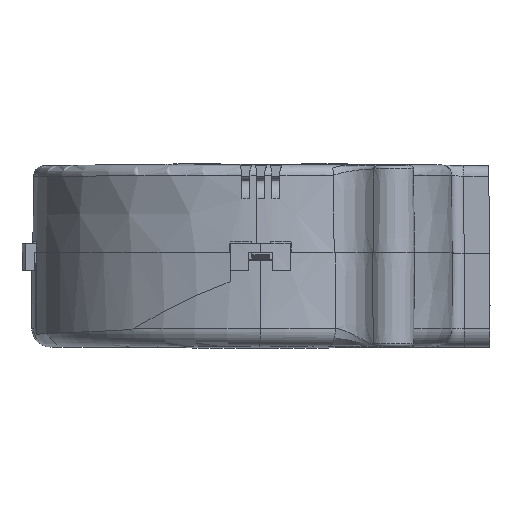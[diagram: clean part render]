
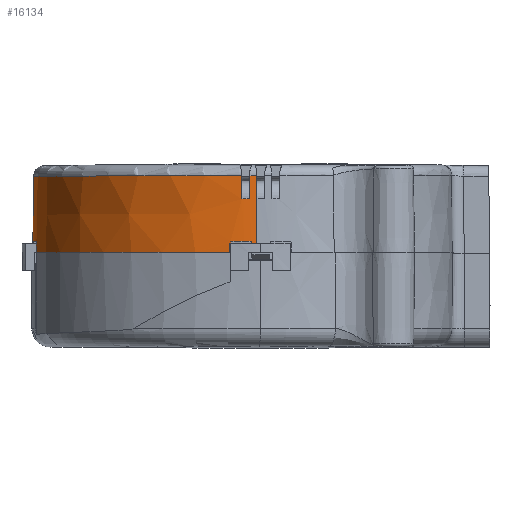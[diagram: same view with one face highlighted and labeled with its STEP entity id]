
A CAD part, top view. The second image highlights one B-rep face of the part: STEP entity #16134.
In plain terms, the highlighted conical face has half-angle 0.5 degrees and reference radius 36.171 mm.
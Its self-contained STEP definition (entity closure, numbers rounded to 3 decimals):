
#1984=CARTESIAN_POINT('',(-3.15,-1.617,
34.59));
#1985=CARTESIAN_POINT('',(-4.767,-1.619,
34.518));
#1986=CARTESIAN_POINT('',(-7.991,-1.622,
34.157));
#1987=CARTESIAN_POINT('',(-12.712,-1.626,
32.972));
#1988=CARTESIAN_POINT('',(-17.231,-1.631,
31.165));
#1989=CARTESIAN_POINT('',(-21.467,-1.637,
28.768));
#1990=CARTESIAN_POINT('',(-25.344,-1.642,
25.825));
#1991=CARTESIAN_POINT('',(-28.791,-1.648,
22.389));
#1992=CARTESIAN_POINT('',(-31.746,-1.653,
18.521));
#1993=CARTESIAN_POINT('',(-34.156,-1.659,
14.293));
#1994=CARTESIAN_POINT('',(-35.977,-1.663,
9.779));
#1995=CARTESIAN_POINT('',(-37.177,-1.669,
5.063));
#1996=CARTESIAN_POINT('',(-37.549,-1.67,
1.839));
#1997=CARTESIAN_POINT('',(-37.625,-1.671,
0.222));
#2862=CARTESIAN_POINT('',(-1.55,-14.312,-1.49));
#2863=DIRECTION('',(0.,-1.,0.));
#2864=DIRECTION('',(-0.099,0.,0.995));
#2865=AXIS2_PLACEMENT_3D('',#2862,#2863,#2864);
#2867=CARTESIAN_POINT('',(-37.173,-14.312,
5.095));
#2868=CARTESIAN_POINT('',(-37.173,-13.708,
5.063));
#2869=CARTESIAN_POINT('',(-37.174,-13.104,
5.032));
#2870=CARTESIAN_POINT('',(-37.174,-12.5,
5.));
#2872=CARTESIAN_POINT('',(-37.628,-12.5,
1.6));
#2873=CARTESIAN_POINT('',(-37.637,-13.133,
1.567));
#2874=CARTESIAN_POINT('',(-37.645,-13.767,
1.534));
#2875=CARTESIAN_POINT('',(-37.653,-14.4,
1.5));
#2877=DIRECTION('',(0.009,1.,0.));
#2878=VECTOR('',#2877,12.73);
#2879=CARTESIAN_POINT('',(-37.736,-14.4,0.227));
#2880=LINE('',#2879,#2878);
#2881=CARTESIAN_POINT('',(-1.5,-14.4,34.737));
#2882=CARTESIAN_POINT('',(-1.517,-14.085,
34.734));
#2883=CARTESIAN_POINT('',(-1.533,-13.769,
34.732));
#2884=CARTESIAN_POINT('',(-1.55,-13.454,
34.729));
#2886=CARTESIAN_POINT('',(-1.55,-13.454,
34.729));
#2887=CARTESIAN_POINT('',(-1.567,-13.136,
34.726));
#2888=CARTESIAN_POINT('',(-1.583,-12.818,
34.723));
#2889=CARTESIAN_POINT('',(-1.6,-12.5,34.72));
#2891=CARTESIAN_POINT('',(-5.,-12.5,
34.556));
#2892=CARTESIAN_POINT('',(-5.005,-12.602,
34.556));
#2893=CARTESIAN_POINT('',(-5.011,-12.703,
34.557));
#2894=CARTESIAN_POINT('',(-5.016,-12.805,
34.557));
#2896=CARTESIAN_POINT('',(-1.55,-12.805,-1.49));
#2897=DIRECTION('',(0.,-1.,0.));
#2898=DIRECTION('',(-0.096,0.,0.995));
#2899=AXIS2_PLACEMENT_3D('',#2896,#2897,#2898);
#2901=DIRECTION('',(0.,1.,-0.009));
#2902=VECTOR('',#2901,1.507);
#2903=CARTESIAN_POINT('',(-5.12,-14.312,34.56));
#2904=LINE('',#2903,#2902);
#3341=CARTESIAN_POINT('',(-1.55,-12.5,-1.49));
#3342=DIRECTION('',(0.,1.,0.));
#3343=DIRECTION('',(-0.996,0.,0.085));
#3344=AXIS2_PLACEMENT_3D('',#3341,#3342,#3343);
#3546=CARTESIAN_POINT('',(-1.55,-14.4,-1.49));
#3547=DIRECTION('',(0.,1.,0.));
#3548=DIRECTION('',(0.001,0.,1.));
#3549=AXIS2_PLACEMENT_3D('',#3546,#3547,#3548);
#3575=DIRECTION('',(0.,1.,-0.009));
#3576=VECTOR('',#3575,12.785);
#3577=CARTESIAN_POINT('',(-0.719,-14.4,34.728));
#3578=LINE('',#3577,#3576);
#5871=CARTESIAN_POINT('',(-1.55,-14.4,-1.49));
#5872=DIRECTION('',(0.,1.,0.));
#5873=DIRECTION('',(-0.999,0.,0.047));
#5874=AXIS2_PLACEMENT_3D('',#5871,#5872,#5873);
#7810=CARTESIAN_POINT('',(-0.721,-1.616,
34.616));
#7811=CARTESIAN_POINT('',(-0.813,-1.616,
34.618));
#7812=CARTESIAN_POINT('',(-0.997,-1.616,
34.622));
#7813=CARTESIAN_POINT('',(-1.274,-1.616,
34.625));
#7814=CARTESIAN_POINT('',(-1.458,-1.616,
34.626));
#7815=CARTESIAN_POINT('',(-1.55,-1.616,
34.626));
#7817=CARTESIAN_POINT('',(-1.55,-1.616,
34.626));
#7818=CARTESIAN_POINT('',(-1.583,-1.616,
34.626));
#7819=CARTESIAN_POINT('',(-1.65,-1.616,
34.625));
#7820=CARTESIAN_POINT('',(-1.75,-1.616,
34.625));
#7821=CARTESIAN_POINT('',(-1.817,-1.616,
34.625));
#7822=CARTESIAN_POINT('',(-1.85,-1.616,
34.624));
#7838=DIRECTION('',(0.,-1.,0.009));
#7839=VECTOR('',#7838,3.858);
#7840=CARTESIAN_POINT('',(-1.85,-1.616,
34.624));
#7841=LINE('',#7840,#7839);
#7913=CARTESIAN_POINT('',(-1.55,-5.474,-1.49));
#7914=DIRECTION('',(0.,-1.,0.));
#7915=DIRECTION('',(-0.008,0.,1.));
#7916=AXIS2_PLACEMENT_3D('',#7913,#7914,#7915);
#7939=DIRECTION('',(0.,1.,-0.009));
#7940=VECTOR('',#7939,3.856);
#7941=CARTESIAN_POINT('',(-3.15,-5.474,
34.624));
#7942=LINE('',#7941,#7940);
#8104=CARTESIAN_POINT('',(-1.55,-12.5,-1.49));
#8105=DIRECTION('',(0.,1.,0.));
#8106=DIRECTION('',(-0.095,0.,0.995));
#8107=AXIS2_PLACEMENT_3D('',#8104,#8105,#8106);
#10618=CARTESIAN_POINT('',(-37.736,-14.4,0.227));
#10619=CARTESIAN_POINT('',(-37.625,-1.671,
0.222));
#10620=VERTEX_POINT('',#10618);
#10621=VERTEX_POINT('',#10619);
#10624=CARTESIAN_POINT('',(-37.653,-14.4,1.5));
#10625=VERTEX_POINT('',#10624);
#10630=CARTESIAN_POINT('',(-0.719,-14.4,34.728));
#10631=CARTESIAN_POINT('',(-0.721,-1.616,
34.616));
#10632=VERTEX_POINT('',#10630);
#10633=VERTEX_POINT('',#10631);
#10634=VERTEX_POINT('',#2881);
#10635=VERTEX_POINT('',#2884);
#10636=VERTEX_POINT('',#2889);
#10637=VERTEX_POINT('',#2872);
#10638=VERTEX_POINT('',#1984);
#10849=CARTESIAN_POINT('',(-5.,-12.5,34.556));
#10851=VERTEX_POINT('',#10849);
#10871=VERTEX_POINT('',#7815);
#10872=VERTEX_POINT('',#7822);
#10874=CARTESIAN_POINT('',(-1.85,-5.474,
34.658));
#10875=VERTEX_POINT('',#10874);
#10887=CARTESIAN_POINT('',(-3.151,-5.474,
34.624));
#10888=VERTEX_POINT('',#10887);
#11618=CARTESIAN_POINT('',(-37.174,-12.5,5.));
#11619=VERTEX_POINT('',#11618);
#12131=CARTESIAN_POINT('',(-5.12,-14.312,34.56));
#12132=CARTESIAN_POINT('',(-37.172,-14.312,5.1));
#12133=VERTEX_POINT('',#12131);
#12134=VERTEX_POINT('',#12132);
#12135=CARTESIAN_POINT('',(-5.016,-12.805,34.557));
#12136=CARTESIAN_POINT('',(-5.12,-12.805,34.547));
#12137=VERTEX_POINT('',#12135);
#12138=VERTEX_POINT('',#12136);
#16089=CARTESIAN_POINT('',(-1.55,-8.008,-1.49));
#16090=DIRECTION('',(0.,-1.,0.));
#16091=DIRECTION('',(0.,0.,1.));
#16092=AXIS2_PLACEMENT_3D('',#16089,#16090,#16091);
#16093=CONICAL_SURFACE('',#16092,36.171,0.5);
#16095=ORIENTED_EDGE('',*,*,#16094,.T.);
#16097=ORIENTED_EDGE('',*,*,#16096,.T.);
#16099=ORIENTED_EDGE('',*,*,#16098,.F.);
#16101=ORIENTED_EDGE('',*,*,#16100,.T.);
#16103=ORIENTED_EDGE('',*,*,#16102,.F.);
#16104=ORIENTED_EDGE('',*,*,#16072,.T.);
#16105=ORIENTED_EDGE('',*,*,#14809,.F.);
#16107=ORIENTED_EDGE('',*,*,#16106,.F.);
#16109=ORIENTED_EDGE('',*,*,#16108,.F.);
#16111=ORIENTED_EDGE('',*,*,#16110,.F.);
#16113=ORIENTED_EDGE('',*,*,#16112,.F.);
#16115=ORIENTED_EDGE('',*,*,#16114,.F.);
#16117=ORIENTED_EDGE('',*,*,#16116,.F.);
#16119=ORIENTED_EDGE('',*,*,#16118,.F.);
#16121=ORIENTED_EDGE('',*,*,#16120,.T.);
#16123=ORIENTED_EDGE('',*,*,#16122,.T.);
#16125=ORIENTED_EDGE('',*,*,#16124,.F.);
#16127=ORIENTED_EDGE('',*,*,#16126,.T.);
#16129=ORIENTED_EDGE('',*,*,#16128,.T.);
#16131=ORIENTED_EDGE('',*,*,#16130,.F.);
#16132=EDGE_LOOP('',(#16095,#16097,#16099,#16101,#16103,#16104,#16105,#16107,
#16109,#16111,#16113,#16115,#16117,#16119,#16121,#16123,#16125,#16127,#16129,
#16131));
#16133=FACE_OUTER_BOUND('',#16132,.F.);
#16134=ADVANCED_FACE('',(#16133),#16093,.T.);
#1998=B_SPLINE_CURVE_WITH_KNOTS('',3,(#1984,#1985,#1986,#1987,#1988,#1989,#1990,
#1991,#1992,#1993,#1994,#1995,#1996,#1997),.UNSPECIFIED.,.F.,.F.,(4,1,1,1,1,1,1,
1,1,1,1,4),(0.,0.091,0.182,0.273,
0.364,0.455,0.545,0.636,
0.727,0.818,0.909,1.),.UNSPECIFIED.);
#2866=CIRCLE('',#2865,36.226);
#2871=B_SPLINE_CURVE_WITH_KNOTS('',3,(#2867,#2868,#2869,#2870),.UNSPECIFIED.,
.F.,.F.,(4,4),(0.,1.),.UNSPECIFIED.);
#2876=B_SPLINE_CURVE_WITH_KNOTS('',3,(#2872,#2873,#2874,#2875),.UNSPECIFIED.,
.F.,.F.,(4,4),(0.,1.),.UNSPECIFIED.);
#2885=B_SPLINE_CURVE_WITH_KNOTS('',3,(#2881,#2882,#2883,#2884),.UNSPECIFIED.,
.F.,.F.,(4,4),(0.,1.),.UNSPECIFIED.);
#2890=B_SPLINE_CURVE_WITH_KNOTS('',3,(#2886,#2887,#2888,#2889),.UNSPECIFIED.,
.F.,.F.,(4,4),(0.,1.),.UNSPECIFIED.);
#2895=B_SPLINE_CURVE_WITH_KNOTS('',3,(#2891,#2892,#2893,#2894),.UNSPECIFIED.,
.F.,.F.,(4,4),(0.,1.),.UNSPECIFIED.);
#2900=CIRCLE('',#2899,36.213);
#3345=CIRCLE('',#3344,36.21);
#3550=CIRCLE('',#3549,36.227);
#5875=CIRCLE('',#5874,36.227);
#7816=B_SPLINE_CURVE_WITH_KNOTS('',3,(#7810,#7811,#7812,#7813,#7814,#7815),
.UNSPECIFIED.,.F.,.F.,(4,1,1,4),(0.,0.333,0.667,1.),
.UNSPECIFIED.);
#7823=B_SPLINE_CURVE_WITH_KNOTS('',3,(#7817,#7818,#7819,#7820,#7821,#7822),
.UNSPECIFIED.,.F.,.F.,(4,1,1,4),(0.,0.333,0.667,1.),
.UNSPECIFIED.);
#7917=CIRCLE('',#7916,36.149);
#8108=CIRCLE('',#8107,36.21);
#14809=EDGE_CURVE('',#10638,#10621,#1998,.T.);
#16072=EDGE_CURVE('',#10620,#10621,#2880,.T.);
#16094=EDGE_CURVE('',#12133,#12134,#2866,.T.);
#16096=EDGE_CURVE('',#12134,#11619,#2871,.T.);
#16098=EDGE_CURVE('',#10637,#11619,#3345,.T.);
#16100=EDGE_CURVE('',#10637,#10625,#2876,.T.);
#16102=EDGE_CURVE('',#10620,#10625,#5875,.T.);
#16106=EDGE_CURVE('',#10888,#10638,#7942,.T.);
#16108=EDGE_CURVE('',#10875,#10888,#7917,.T.);
#16110=EDGE_CURVE('',#10872,#10875,#7841,.T.);
#16112=EDGE_CURVE('',#10871,#10872,#7823,.T.);
#16114=EDGE_CURVE('',#10633,#10871,#7816,.T.);
#16116=EDGE_CURVE('',#10632,#10633,#3578,.T.);
#16118=EDGE_CURVE('',#10634,#10632,#3550,.T.);
#16120=EDGE_CURVE('',#10634,#10635,#2885,.T.);
#16122=EDGE_CURVE('',#10635,#10636,#2890,.T.);
#16124=EDGE_CURVE('',#10851,#10636,#8108,.T.);
#16126=EDGE_CURVE('',#10851,#12137,#2895,.T.);
#16128=EDGE_CURVE('',#12137,#12138,#2900,.T.);
#16130=EDGE_CURVE('',#12133,#12138,#2904,.T.);
